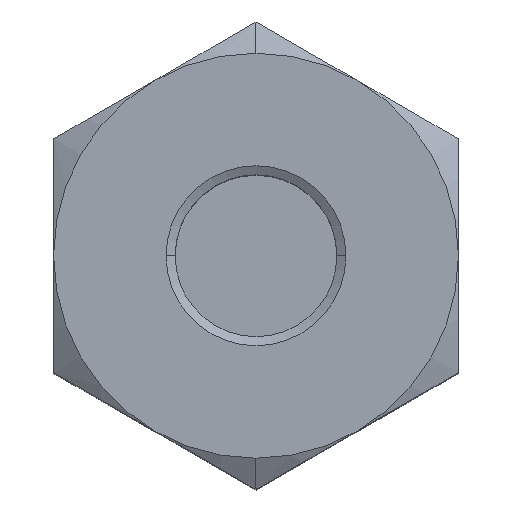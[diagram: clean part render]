
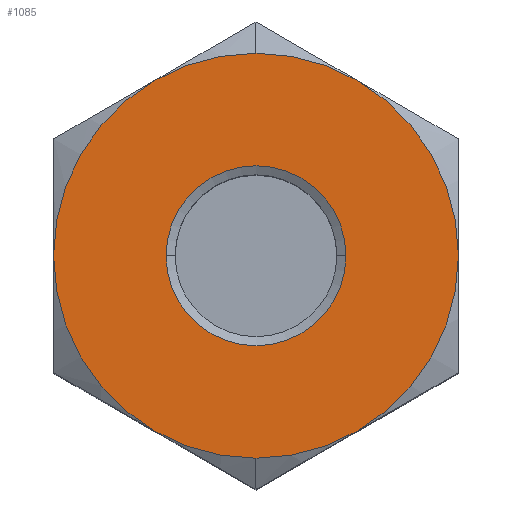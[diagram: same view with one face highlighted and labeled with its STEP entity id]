
A CAD part, top view. The second image highlights one B-rep face of the part: STEP entity #1085.
In plain terms, the highlighted planar face has unit normal (0, 0, 1).
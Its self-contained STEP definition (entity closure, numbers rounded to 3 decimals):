
#401=EDGE_CURVE('',#557,#411,#1143,.T.);
#409=EDGE_CURVE('',#1037,#421,#1152,.T.);
#411=VERTEX_POINT('',#1154);
#421=VERTEX_POINT('',#1165);
#547=VERTEX_POINT('',#1306);
#557=VERTEX_POINT('',#1316);
#641=VERTEX_POINT('',#1405);
#761=EDGE_CURVE('',#421,#767,#1539,.T.);
#767=VERTEX_POINT('',#1548);
#819=EDGE_CURVE('',#1105,#1083,#1604,.T.);
#841=EDGE_CURVE('',#767,#547,#1633,.T.);
#879=EDGE_CURVE('',#641,#1109,#1677,.T.);
#891=EDGE_CURVE('',#1083,#1105,#1689,.T.);
#895=EDGE_CURVE('',#1109,#1037,#1693,.T.);
#1037=VERTEX_POINT('',#1852);
#1069=EDGE_CURVE('',#547,#557,#1887,.T.);
#1083=VERTEX_POINT('',#1902);
#1085=ADVANCED_FACE('',(#1904,#1905),#1906,.T.);
#1087=EDGE_CURVE('',#411,#641,#1908,.T.);
#1105=VERTEX_POINT('',#1927);
#1109=VERTEX_POINT('',#1931);
#1143=CIRCLE('',#1958,18.0);
#1152=CIRCLE('',#1968,18.0);
#1154=CARTESIAN_POINT('',(-9.,-15.588,0.));
#1165=CARTESIAN_POINT('',(9.,15.588,0.));
#1306=CARTESIAN_POINT('',(9.,-15.588,0.));
#1316=CARTESIAN_POINT('',(0.,-18.0,0.));
#1405=CARTESIAN_POINT('',(-18.0,0.,0.));
#1539=CIRCLE('',#2635,18.0);
#1548=CARTESIAN_POINT('',(18.0,0.,0.));
#1604=CIRCLE('',#2775,8.);
#1633=CIRCLE('',#2845,18.0);
#1677=CIRCLE('',#2937,18.0);
#1689=CIRCLE('',#2963,8.);
#1693=CIRCLE('',#2968,18.0);
#1852=CARTESIAN_POINT('',(0.,18.0,0.));
#1887=CIRCLE('',#3343,18.0);
#1902=CARTESIAN_POINT('',(8.,0.,0.));
#1904=FACE_BOUND('',#3380,.T.);
#1905=FACE_OUTER_BOUND('',#3381,.T.);
#1906=PLANE('',#3382);
#1908=CIRCLE('',#3385,18.0);
#1927=CARTESIAN_POINT('',(-8.,0.,0.));
#1931=CARTESIAN_POINT('',(-9.,15.588,0.));
#1958=AXIS2_PLACEMENT_3D('',#3454,#3455,#3456);
#1968=AXIS2_PLACEMENT_3D('',#3466,#3467,#3468);
#2635=AXIS2_PLACEMENT_3D('',#3886,#3887,#3888);
#2775=AXIS2_PLACEMENT_3D('',#3955,#3956,#3957);
#2845=AXIS2_PLACEMENT_3D('',#4010,#4011,#4012);
#2937=AXIS2_PLACEMENT_3D('',#4073,#4074,#4075);
#2963=AXIS2_PLACEMENT_3D('',#4080,#4081,#4082);
#2968=AXIS2_PLACEMENT_3D('',#4083,#4084,#4085);
#3343=AXIS2_PLACEMENT_3D('',#4308,#4309,#4310);
#3380=EDGE_LOOP('',(#4319,#4320));
#3381=EDGE_LOOP('',(#4321,#4322,#4323,#4324,#4325,#4326,#4327,#4328));
#3382=AXIS2_PLACEMENT_3D('',#4329,#4330,#4331);
#3385=AXIS2_PLACEMENT_3D('',#4332,#4333,#4334);
#3454=CARTESIAN_POINT('',(0.,0.,0.));
#3455=DIRECTION('',(0.,0.,-1.0));
#3456=DIRECTION('',(0.,1.0,0.));
#3466=CARTESIAN_POINT('',(0.,0.,0.));
#3467=DIRECTION('',(0.,0.,-1.0));
#3468=DIRECTION('',(0.,1.0,0.));
#3886=CARTESIAN_POINT('',(0.,0.,0.));
#3887=DIRECTION('',(0.,0.,-1.0));
#3888=DIRECTION('',(0.,1.0,0.));
#3955=CARTESIAN_POINT('',(0.,0.,0.));
#3956=DIRECTION('',(0.,0.,-1.0));
#3957=DIRECTION('',(-1.0,0.,0.));
#4010=CARTESIAN_POINT('',(0.,0.,0.));
#4011=DIRECTION('',(0.,0.,-1.0));
#4012=DIRECTION('',(0.,1.0,0.));
#4073=CARTESIAN_POINT('',(0.,0.,0.));
#4074=DIRECTION('',(0.,0.,-1.0));
#4075=DIRECTION('',(0.,1.0,0.));
#4080=CARTESIAN_POINT('',(0.,0.,0.));
#4081=DIRECTION('',(0.,0.,-1.0));
#4082=DIRECTION('',(-1.0,0.,0.));
#4083=CARTESIAN_POINT('',(0.,0.,0.));
#4084=DIRECTION('',(0.,0.,-1.0));
#4085=DIRECTION('',(0.,1.0,0.));
#4308=CARTESIAN_POINT('',(0.,0.,0.));
#4309=DIRECTION('',(0.,0.,-1.0));
#4310=DIRECTION('',(0.,1.0,0.));
#4319=ORIENTED_EDGE('',*,*,#819,.T.);
#4320=ORIENTED_EDGE('',*,*,#891,.T.);
#4321=ORIENTED_EDGE('',*,*,#895,.F.);
#4322=ORIENTED_EDGE('',*,*,#879,.F.);
#4323=ORIENTED_EDGE('',*,*,#1087,.F.);
#4324=ORIENTED_EDGE('',*,*,#401,.F.);
#4325=ORIENTED_EDGE('',*,*,#1069,.F.);
#4326=ORIENTED_EDGE('',*,*,#841,.F.);
#4327=ORIENTED_EDGE('',*,*,#761,.F.);
#4328=ORIENTED_EDGE('',*,*,#409,.F.);
#4329=CARTESIAN_POINT('',(0.,12.595,0.));
#4330=DIRECTION('',(0.,0.,1.0));
#4331=DIRECTION('',(0.,1.0,0.));
#4332=CARTESIAN_POINT('',(0.,0.,0.));
#4333=DIRECTION('',(0.,0.,-1.0));
#4334=DIRECTION('',(0.,1.0,0.));
